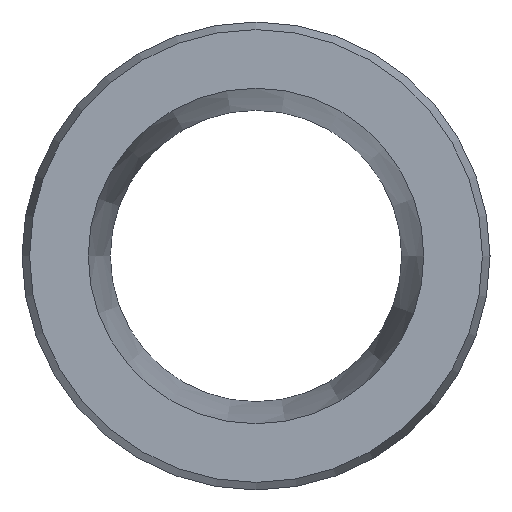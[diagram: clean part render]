
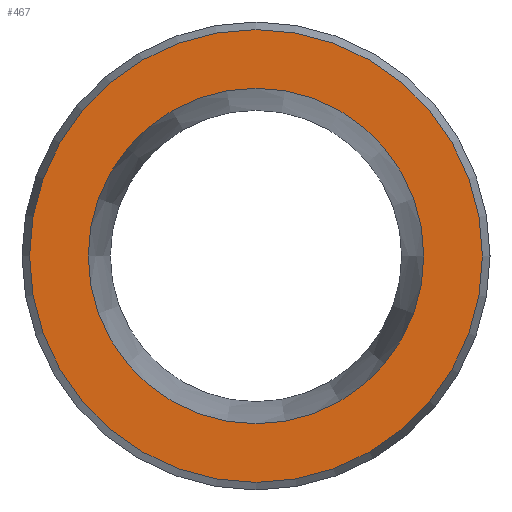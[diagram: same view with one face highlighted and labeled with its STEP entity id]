
A CAD part, left-side view. The second image highlights one B-rep face of the part: STEP entity #467.
In plain terms, the highlighted planar face has unit normal (-1, 0, 0).
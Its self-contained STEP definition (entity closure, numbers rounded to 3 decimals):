
#21=FACE_BOUND('',#76,.T.);
#23=PLANE('',#564);
#52=FACE_OUTER_BOUND('',#75,.T.);
#75=EDGE_LOOP('',(#412,#413));
#76=EDGE_LOOP('',(#414,#415));
#125=CIRCLE('',#516,19.);
#126=CIRCLE('',#517,19.);
#157=CIRCLE('',#560,25.643);
#158=CIRCLE('',#561,25.643);
#180=VERTEX_POINT('',#790);
#181=VERTEX_POINT('',#792);
#207=VERTEX_POINT('',#868);
#208=VERTEX_POINT('',#870);
#236=EDGE_CURVE('',#181,#180,#125,.T.);
#237=EDGE_CURVE('',#180,#181,#126,.T.);
#275=EDGE_CURVE('',#208,#207,#157,.T.);
#276=EDGE_CURVE('',#207,#208,#158,.T.);
#412=ORIENTED_EDGE('',*,*,#275,.T.);
#413=ORIENTED_EDGE('',*,*,#276,.T.);
#414=ORIENTED_EDGE('',*,*,#236,.T.);
#415=ORIENTED_EDGE('',*,*,#237,.T.);
#467=ADVANCED_FACE('',(#52,#21),#23,.T.);
#516=AXIS2_PLACEMENT_3D('',#793,#630,#631);
#517=AXIS2_PLACEMENT_3D('',#794,#632,#633);
#560=AXIS2_PLACEMENT_3D('',#871,#725,#726);
#561=AXIS2_PLACEMENT_3D('',#872,#727,#728);
#564=AXIS2_PLACEMENT_3D('',#875,#733,#734);
#630=DIRECTION('center_axis',(1.,0.,0.));
#631=DIRECTION('ref_axis',(0.,1.,0.));
#632=DIRECTION('center_axis',(1.,0.,0.));
#633=DIRECTION('ref_axis',(0.,1.,0.));
#725=DIRECTION('center_axis',(-1.,0.,0.));
#726=DIRECTION('ref_axis',(0.,1.,0.));
#727=DIRECTION('center_axis',(-1.,0.,0.));
#728=DIRECTION('ref_axis',(0.,1.,0.));
#733=DIRECTION('center_axis',(-1.,0.,0.));
#734=DIRECTION('ref_axis',(0.,0.,1.));
#790=CARTESIAN_POINT('',(0.,-19.,0.));
#792=CARTESIAN_POINT('',(0.,19.,0.));
#793=CARTESIAN_POINT('Origin',(0.,0.,0.));
#794=CARTESIAN_POINT('Origin',(0.,0.,0.));
#868=CARTESIAN_POINT('',(0.,-25.643,0.));
#870=CARTESIAN_POINT('',(0.,25.643,0.));
#871=CARTESIAN_POINT('Origin',(0.,0.,0.));
#872=CARTESIAN_POINT('Origin',(0.,0.,0.));
#875=CARTESIAN_POINT('Origin',(0.,0.,0.));
